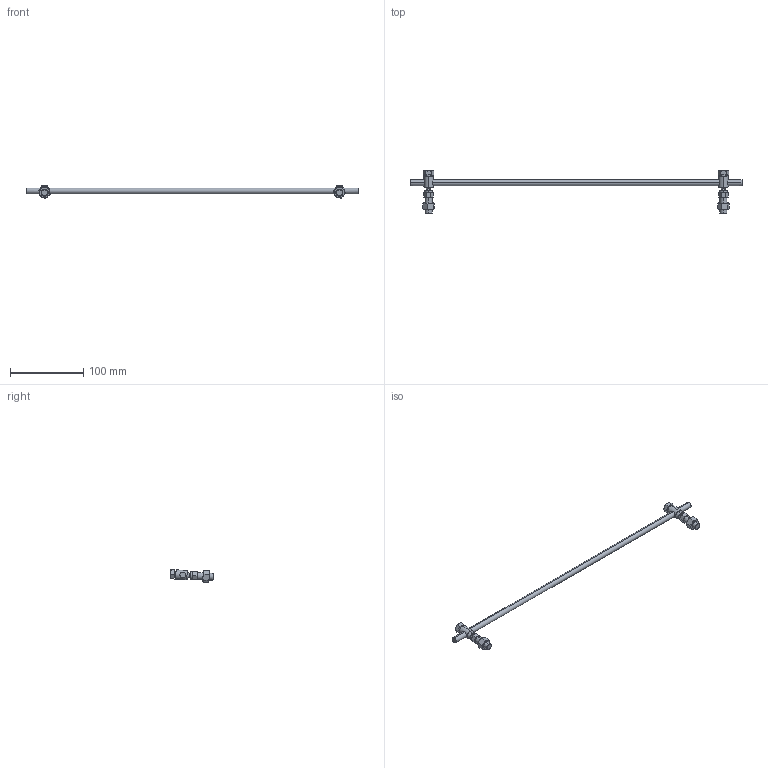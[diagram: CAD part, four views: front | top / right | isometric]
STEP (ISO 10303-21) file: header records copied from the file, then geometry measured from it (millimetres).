
FILE_DESCRIPTION (( 'STEP AP203' ), '1' );
FILE_NAME ('TB-4 LINKAGE (YTB).STEP', '2014-01-23T15:45:56', ( 'PCTech' ), ( 'Microsoft' ), 'SwSTEP 2.0', 'SolidWorks 2013', '' );
FILE_SCHEMA (( 'CONFIG_CONTROL_DESIGN' ));
Length unit declared in the file: inch
Products named in the file (1): TB-4 LINKAGE (YTB)
Bounding box: 454.02 x 59.23 x 17.67 mm (x, y, z)
Volume: 34108.1 mm3; surface area: 16419.3 mm2
Topology: 1 solids, 1 shells, 158 faces, 342 edges, 204 vertices
Faces by surface type: cone 64, plane 56, cylinder 26, torus 8, sphere 4
Entity records: 4937 total; most frequent: CARTESIAN_POINT 1573, ORIENTED_EDGE 684, DIRECTION 668, EDGE_CURVE 342, AXIS2_PLACEMENT_3D 295, VERTEX_POINT 204, EDGE_LOOP 176, FACE_OUTER_BOUND 158
